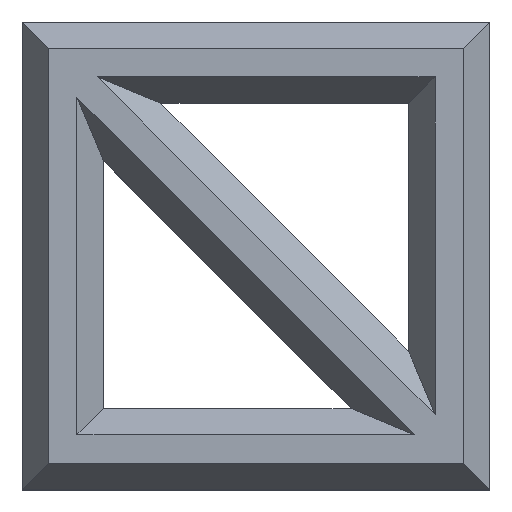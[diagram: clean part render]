
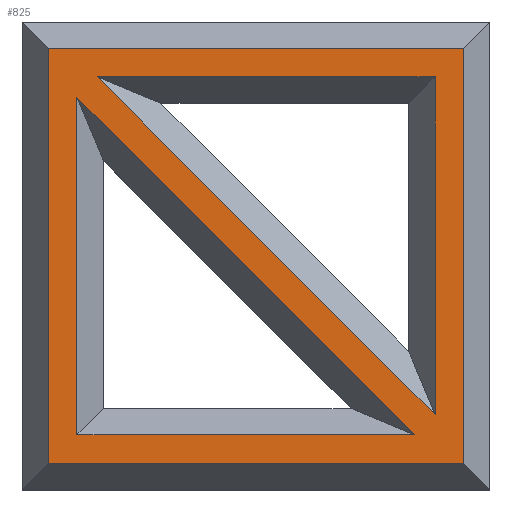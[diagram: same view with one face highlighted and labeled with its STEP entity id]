
A CAD part, top view. The second image highlights one B-rep face of the part: STEP entity #825.
In plain terms, the highlighted planar face has unit normal (0, 0, 1).
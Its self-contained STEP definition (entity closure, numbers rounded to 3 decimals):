
#35=FACE_BOUND('',#198,.T.);
#36=FACE_BOUND('',#199,.T.);
#61=PLANE('',#879);
#119=FACE_OUTER_BOUND('',#197,.T.);
#197=EDGE_LOOP('',(#698,#699,#700,#701));
#198=EDGE_LOOP('',(#702,#703,#704));
#199=EDGE_LOOP('',(#705,#706,#707));
#243=LINE('',#2077,#311);
#247=LINE('',#2085,#315);
#250=LINE('',#2091,#318);
#254=LINE('',#2097,#322);
#258=LINE('',#2106,#326);
#259=LINE('',#2108,#327);
#260=LINE('',#2109,#328);
#261=LINE('',#2112,#329);
#262=LINE('',#2114,#330);
#263=LINE('',#2115,#331);
#311=VECTOR('',#963,10.);
#315=VECTOR('',#969,10.);
#318=VECTOR('',#974,10.);
#322=VECTOR('',#980,10.);
#326=VECTOR('',#990,10.);
#327=VECTOR('',#991,10.);
#328=VECTOR('',#992,10.);
#329=VECTOR('',#993,10.);
#330=VECTOR('',#994,10.);
#331=VECTOR('',#995,10.);
#433=VERTEX_POINT('',#2075);
#434=VERTEX_POINT('',#2076);
#437=VERTEX_POINT('',#2084);
#439=VERTEX_POINT('',#2090);
#441=VERTEX_POINT('',#2104);
#442=VERTEX_POINT('',#2105);
#443=VERTEX_POINT('',#2107);
#444=VERTEX_POINT('',#2110);
#445=VERTEX_POINT('',#2111);
#446=VERTEX_POINT('',#2113);
#517=EDGE_CURVE('',#433,#434,#243,.T.);
#521=EDGE_CURVE('',#434,#437,#247,.T.);
#524=EDGE_CURVE('',#437,#439,#250,.T.);
#528=EDGE_CURVE('',#439,#433,#254,.T.);
#532=EDGE_CURVE('',#441,#442,#258,.T.);
#533=EDGE_CURVE('',#443,#441,#259,.T.);
#534=EDGE_CURVE('',#442,#443,#260,.T.);
#535=EDGE_CURVE('',#444,#445,#261,.T.);
#536=EDGE_CURVE('',#446,#444,#262,.T.);
#537=EDGE_CURVE('',#445,#446,#263,.T.);
#698=ORIENTED_EDGE('',*,*,#517,.F.);
#699=ORIENTED_EDGE('',*,*,#528,.F.);
#700=ORIENTED_EDGE('',*,*,#524,.F.);
#701=ORIENTED_EDGE('',*,*,#521,.F.);
#702=ORIENTED_EDGE('',*,*,#532,.F.);
#703=ORIENTED_EDGE('',*,*,#533,.F.);
#704=ORIENTED_EDGE('',*,*,#534,.F.);
#705=ORIENTED_EDGE('',*,*,#535,.F.);
#706=ORIENTED_EDGE('',*,*,#536,.F.);
#707=ORIENTED_EDGE('',*,*,#537,.F.);
#825=ADVANCED_FACE('',(#119,#35,#36),#61,.T.);
#879=AXIS2_PLACEMENT_3D('',#2103,#988,#989);
#963=DIRECTION('',(0.,-1.,0.));
#969=DIRECTION('',(-1.,0.,0.));
#974=DIRECTION('',(0.,1.,0.));
#980=DIRECTION('',(1.,0.,0.));
#988=DIRECTION('center_axis',(0.,0.,1.));
#989=DIRECTION('ref_axis',(1.,0.,0.));
#990=DIRECTION('',(1.,0.,0.));
#991=DIRECTION('',(0.,-1.,0.));
#992=DIRECTION('',(-0.707,0.707,0.));
#993=DIRECTION('',(0.707,-0.707,0.));
#994=DIRECTION('',(-1.,0.,0.));
#995=DIRECTION('',(0.,1.,0.));
#2075=CARTESIAN_POINT('',(58.107,-48.021,2.9));
#2076=CARTESIAN_POINT('',(58.107,-68.421,2.9));
#2077=CARTESIAN_POINT('',(58.107,-63.971,2.9));
#2084=CARTESIAN_POINT('',(37.707,-68.421,2.9));
#2085=CARTESIAN_POINT('',(42.157,-68.421,2.9));
#2090=CARTESIAN_POINT('',(37.707,-48.021,2.9));
#2091=CARTESIAN_POINT('',(37.707,-52.471,2.9));
#2097=CARTESIAN_POINT('',(53.657,-48.021,2.9));
#2103=CARTESIAN_POINT('Origin',(47.907,-58.221,2.9));
#2104=CARTESIAN_POINT('',(39.107,-67.021,2.9));
#2105=CARTESIAN_POINT('',(55.717,-67.021,2.9));
#2106=CARTESIAN_POINT('',(50.243,-67.021,2.9));
#2107=CARTESIAN_POINT('',(39.107,-50.41,2.9));
#2108=CARTESIAN_POINT('',(39.107,-61.971,2.9));
#2109=CARTESIAN_POINT('',(44.369,-55.673,2.9));
#2110=CARTESIAN_POINT('',(40.097,-49.421,2.9));
#2111=CARTESIAN_POINT('',(56.707,-66.031,2.9));
#2112=CARTESIAN_POINT('',(51.445,-60.768,2.9));
#2113=CARTESIAN_POINT('',(56.707,-49.421,2.9));
#2114=CARTESIAN_POINT('',(45.571,-49.421,2.9));
#2115=CARTESIAN_POINT('',(56.707,-54.471,2.9));
